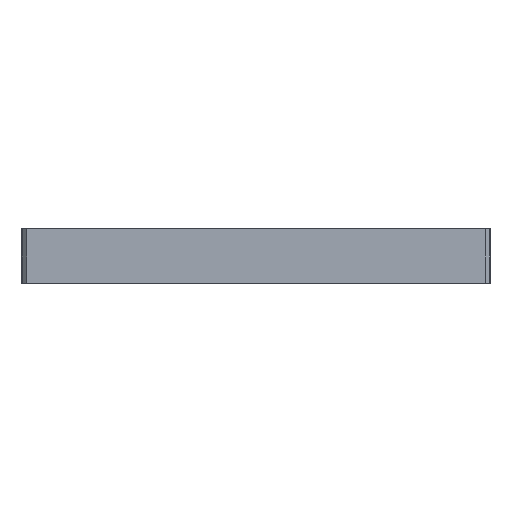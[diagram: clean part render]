
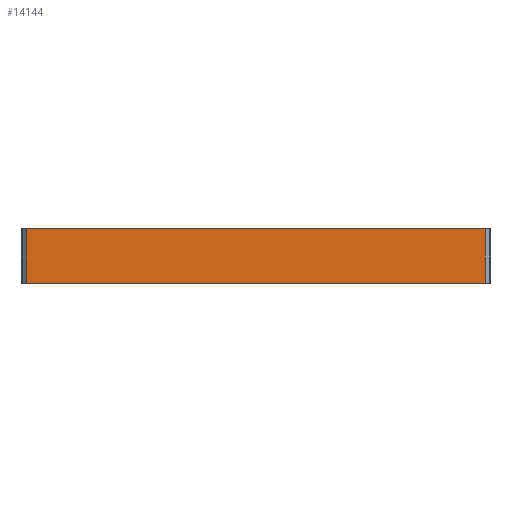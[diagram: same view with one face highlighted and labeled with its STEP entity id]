
A CAD part, front view. The second image highlights one B-rep face of the part: STEP entity #14144.
In plain terms, the highlighted planar face has unit normal (0, -1, 0).
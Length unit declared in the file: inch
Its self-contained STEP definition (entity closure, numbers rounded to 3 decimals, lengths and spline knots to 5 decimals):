
#425=PLANE('',#14679);
#1389=FACE_OUTER_BOUND('',#2223,.T.);
#2223=EDGE_LOOP('',(#12984,#12985,#12986,#12987));
#2663=LINE('',#21693,#3667);
#2750=LINE('',#24815,#3754);
#3228=LINE('',#31942,#4232);
#3229=LINE('',#31944,#4233);
#3667=VECTOR('',#15423,0.3937);
#3754=VECTOR('',#15680,0.3937);
#4232=VECTOR('',#16710,0.3937);
#4233=VECTOR('',#16713,0.3937);
#5709=VERTEX_POINT('',#21690);
#5710=VERTEX_POINT('',#21692);
#5965=VERTEX_POINT('',#24812);
#5966=VERTEX_POINT('',#24814);
#7350=EDGE_CURVE('',#5709,#5710,#2663,.T.);
#7719=EDGE_CURVE('',#5966,#5965,#2750,.T.);
#8752=EDGE_CURVE('',#5709,#5966,#3228,.T.);
#8753=EDGE_CURVE('',#5710,#5965,#3229,.T.);
#12984=ORIENTED_EDGE('',*,*,#7719,.T.);
#12985=ORIENTED_EDGE('',*,*,#8753,.F.);
#12986=ORIENTED_EDGE('',*,*,#7350,.F.);
#12987=ORIENTED_EDGE('',*,*,#8752,.T.);
#14144=ADVANCED_FACE('',(#1389),#425,.T.);
#14679=AXIS2_PLACEMENT_3D('',#31943,#16711,#16712);
#15423=DIRECTION('',(1.,0.,0.));
#15680=DIRECTION('',(1.,0.,0.));
#16710=DIRECTION('',(0.,0.,-1.));
#16711=DIRECTION('center_axis',(0.,-1.,0.));
#16712=DIRECTION('ref_axis',(-1.,0.,0.));
#16713=DIRECTION('',(0.,0.,-1.));
#21690=CARTESIAN_POINT('',(-2.42293,-4.1201,13.));
#21692=CARTESIAN_POINT('',(2.41293,-4.1201,13.));
#21693=CARTESIAN_POINT('',(-2.42293,-4.1201,13.));
#24812=CARTESIAN_POINT('',(2.41293,-4.1201,12.425));
#24814=CARTESIAN_POINT('',(-2.42293,-4.1201,12.425));
#24815=CARTESIAN_POINT('',(1.20396,-4.1201,12.425));
#31942=CARTESIAN_POINT('',(-2.42293,-4.1201,13.));
#31943=CARTESIAN_POINT('Origin',(2.41293,-4.1201,13.));
#31944=CARTESIAN_POINT('',(2.41293,-4.1201,13.));
